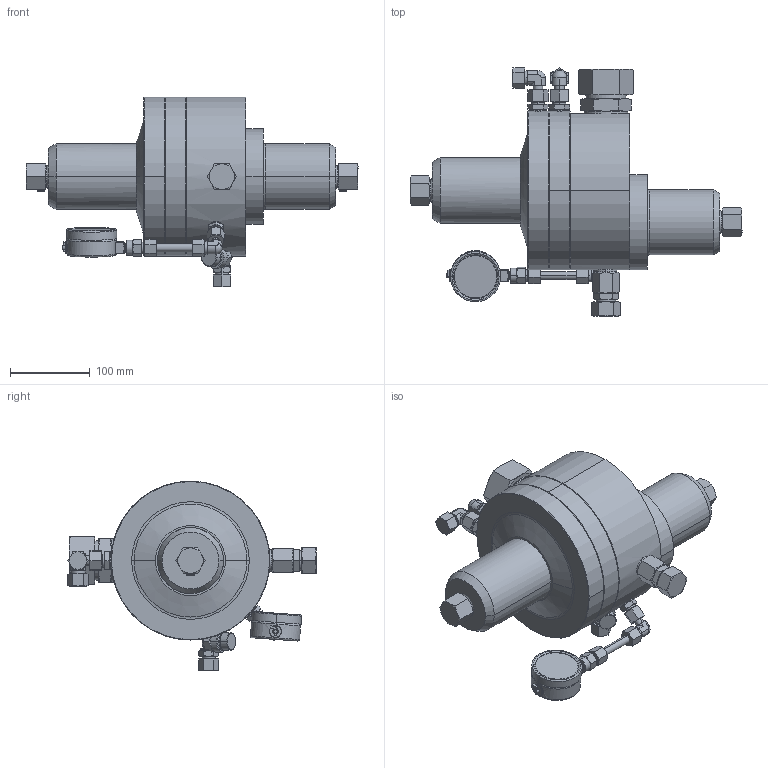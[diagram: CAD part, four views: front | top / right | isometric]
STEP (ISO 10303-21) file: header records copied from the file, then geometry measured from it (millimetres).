
FILE_DESCRIPTION (( 'STEP AP214' ), '1' );
FILE_NAME ('HON201_ø18_ø42_PN100_X_X_X.STEP', '2020-05-18T11:30:56', ( '' ), ( '' ), 'SwSTEP 2.0', 'SolidWorks 2017', '' );
FILE_SCHEMA (( 'AUTOMOTIVE_DESIGN' ));
Length unit declared in the file: millimetre
Products named in the file (1): HON201_ø18_ø42_PN100_X_X_X
Bounding box: 417.65 x 312.2 x 238.8 mm (x, y, z)
Volume: 5891816.8 mm3; surface area: 274662.8 mm2
Topology: 1 solids, 1 shells, 714 faces, 1614 edges, 953 vertices
Faces by surface type: cone 314, plane 233, cylinder 105, bspline 35, torus 24, sphere 3
Entity records: 25260 total; most frequent: CARTESIAN_POINT 10364, ORIENTED_EDGE 3218, DIRECTION 2896, EDGE_CURVE 1609, AXIS2_PLACEMENT_3D 1257, VERTEX_POINT 951, EDGE_LOOP 768, FACE_OUTER_BOUND 714
